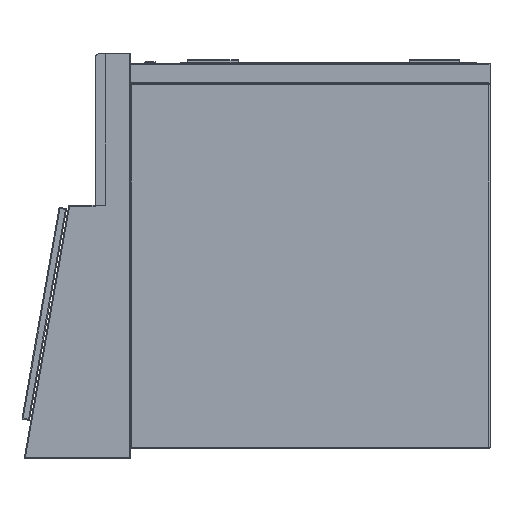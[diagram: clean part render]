
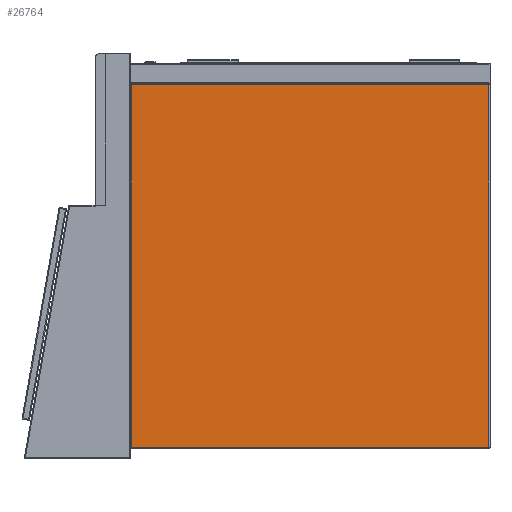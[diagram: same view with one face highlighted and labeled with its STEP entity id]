
A CAD part, left-side view. The second image highlights one B-rep face of the part: STEP entity #26764.
In plain terms, the highlighted planar face has unit normal (-1, 0, 0).
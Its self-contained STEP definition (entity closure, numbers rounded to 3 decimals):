
#1683 = ORIENTED_EDGE ( 'NONE', *, *, #38334, .T. ) ;
#2029 = CARTESIAN_POINT ( 'NONE',  ( -660., -353., -42. ) ) ;
#3326 = LINE ( 'NONE', #34162, #32764 ) ;
#3786 = CARTESIAN_POINT ( 'NONE',  ( -660., 353., -758. ) ) ;
#4449 = CARTESIAN_POINT ( 'NONE',  ( -660., 353., -760. ) ) ;
#4797 = CARTESIAN_POINT ( 'NONE',  ( -660., -355., -758. ) ) ;
#5949 = CARTESIAN_POINT ( 'NONE',  ( -660., -353., -758. ) ) ;
#7489 = LINE ( 'NONE', #4449, #16077 ) ;
#8040 = LINE ( 'NONE', #4797, #15801 ) ;
#9647 = EDGE_LOOP ( 'NONE', ( #1683, #23690, #19365, #37148 ) ) ;
#10851 = AXIS2_PLACEMENT_3D ( 'NONE', #36221, #15140, #39272 ) ;
#11392 = VECTOR ( 'NONE', #27134, 1000. ) ;
#14755 = LINE ( 'NONE', #40079, #11392 ) ;
#15140 = DIRECTION ( 'NONE',  ( -1., 0., 0. ) ) ;
#15436 = VERTEX_POINT ( 'NONE', #36912 ) ;
#15801 = VECTOR ( 'NONE', #30358, 1000. ) ;
#16077 = VECTOR ( 'NONE', #32044, 1000. ) ;
#16305 = DIRECTION ( 'NONE',  ( 0., 0., 1. ) ) ;
#18376 = FACE_OUTER_BOUND ( 'NONE', #9647, .T. ) ;
#19365 = ORIENTED_EDGE ( 'NONE', *, *, #20481, .T. ) ;
#20481 = EDGE_CURVE ( 'NONE', #15436, #37946, #7489, .T. ) ;
#21808 = EDGE_CURVE ( 'NONE', #37946, #23703, #8040, .T. ) ;
#23690 = ORIENTED_EDGE ( 'NONE', *, *, #37791, .T. ) ;
#23703 = VERTEX_POINT ( 'NONE', #5949 ) ;
#26764 = ADVANCED_FACE ( 'Fl�che7', ( #18376 ), #30164, .T. ) ;
#27134 = DIRECTION ( 'NONE',  ( 0., 1., 0. ) ) ;
#30164 = PLANE ( 'NONE',  #10851 ) ;
#30358 = DIRECTION ( 'NONE',  ( 0., -1., 0. ) ) ;
#32044 = DIRECTION ( 'NONE',  ( 0., 0., -1. ) ) ;
#32764 = VECTOR ( 'NONE', #16305, 1000. ) ;
#34162 = CARTESIAN_POINT ( 'NONE',  ( -660., -353., -760. ) ) ;
#36180 = VERTEX_POINT ( 'NONE', #2029 ) ;
#36221 = CARTESIAN_POINT ( 'NONE',  ( -660., -355., -760. ) ) ;
#36912 = CARTESIAN_POINT ( 'NONE',  ( -660., 353., -42. ) ) ;
#37148 = ORIENTED_EDGE ( 'NONE', *, *, #21808, .T. ) ;
#37791 = EDGE_CURVE ( 'NONE', #36180, #15436, #14755, .T. ) ;
#37946 = VERTEX_POINT ( 'NONE', #3786 ) ;
#38334 = EDGE_CURVE ( 'NONE', #23703, #36180, #3326, .T. ) ;
#39272 = DIRECTION ( 'NONE',  ( 0., 0., 1. ) ) ;
#40079 = CARTESIAN_POINT ( 'NONE',  ( -660., 355., -42. ) ) ;
